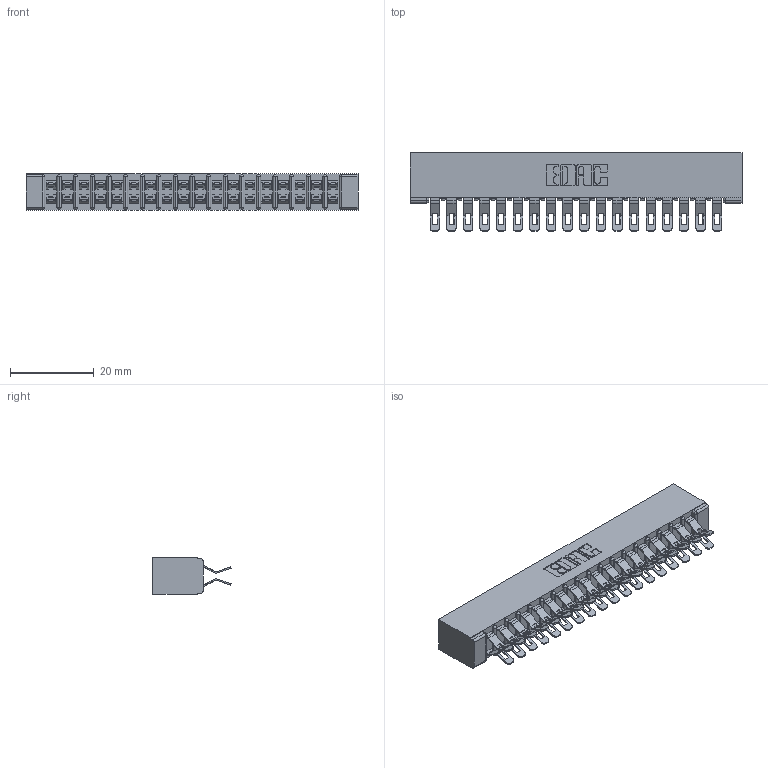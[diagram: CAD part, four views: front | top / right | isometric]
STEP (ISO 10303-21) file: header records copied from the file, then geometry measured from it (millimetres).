
FILE_DESCRIPTION (( 'STEP AP203' ), '1' );
FILE_NAME ('357-036-555-201.STEP', '2018-08-10T06:33:39', ( '' ), ( '' ), 'SwSTEP 2.0', 'SolidWorks 2016', '' );
FILE_SCHEMA (( 'CONFIG_CONTROL_DESIGN' ));
Length unit declared in the file: inch
Products named in the file (3): 307 Part_No Mounting Lugs; 307-290-001_555; 357-036-555-201
Assembly tree (37 placements, depth 2):
  357-036-555-201
    307 Part_No Mounting Lugs
    307-290-001_555  x36
Bounding box: 79.2 x 18.75 x 8.71 mm (x, y, z)
Volume: 5521.2 mm3; surface area: 10606.2 mm2
Topology: 37 solids, 37 shells, 2325 faces, 6815 edges, 4442 vertices
Faces by surface type: plane 1290, cylinder 997, sphere 38
Entity records: 19225 total; most frequent: CARTESIAN_POINT 3154, ORIENTED_EDGE 3124, DIRECTION 3106, EDGE_CURVE 1562, LINE 1178, VECTOR 1178, VERTEX_POINT 1012, AXIS2_PLACEMENT_3D 964
